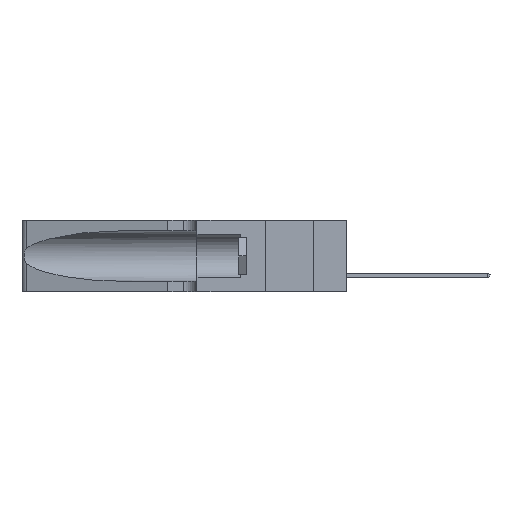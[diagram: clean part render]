
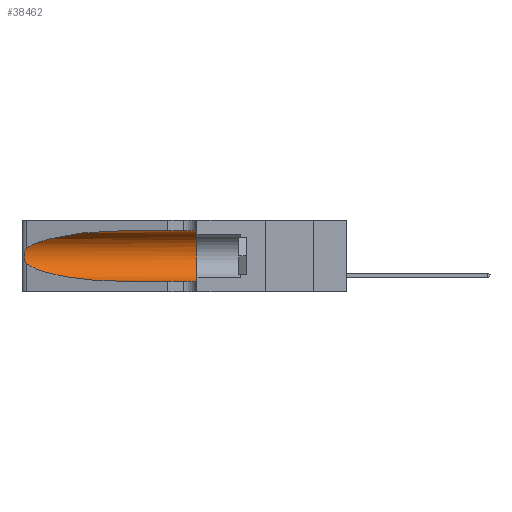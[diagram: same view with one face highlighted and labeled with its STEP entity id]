
A CAD part, left-side view. The second image highlights one B-rep face of the part: STEP entity #38462.
In plain terms, the highlighted cylindrical face has radius 3.308 mm (diameter 6.617 mm), a partial arc.
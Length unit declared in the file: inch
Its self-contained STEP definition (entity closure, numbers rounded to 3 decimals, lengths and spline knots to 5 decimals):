
#45 = CARTESIAN_POINT ( 'NONE',  ( 0.1305, 0.35, 0.185 ) ) ;
#160 = CARTESIAN_POINT ( 'NONE',  ( 0.25854, 1.2359, 0.20912 ) ) ;
#193 = AXIS2_PLACEMENT_3D ( 'NONE', #33167, #11419, #29804 ) ;
#369 = EDGE_CURVE ( 'NONE', #10360, #21218, #30323, .T. ) ;
#439 = CARTESIAN_POINT ( 'NONE',  ( 0.1305, 0.35, 0.05475 ) ) ;
#3018 = CARTESIAN_POINT ( 'NONE',  ( 0.25487, 1.22718, 0.14631 ) ) ;
#3344 = CARTESIAN_POINT ( 'NONE',  ( 0.25789, 1.23486, 0.15765 ) ) ;
#3460 = CARTESIAN_POINT ( 'NONE',  ( 0.25639, 1.23184, 0.21858 ) ) ;
#6016 = VERTEX_POINT ( 'NONE', #9635 ) ;
#6023 = CARTESIAN_POINT ( 'NONE',  ( 0.25555, 1.22993, 0.14849 ) ) ;
#6157 = CARTESIAN_POINT ( 'NONE',  ( 0.25856, 1.23593, 0.16098 ) ) ;
#6934 = DIRECTION ( 'NONE',  ( 0., -1., 0. ) ) ;
#6962 = CARTESIAN_POINT ( 'NONE',  ( 0.1305, 0.72297, 0.31525 ) ) ;
#9104 = CARTESIAN_POINT ( 'NONE',  ( 0.1305, 0.72297, 0.05475 ) ) ;
#9121 = EDGE_CURVE ( 'NONE', #19948, #38730, #15033, .T. ) ;
#9635 = CARTESIAN_POINT ( 'NONE',  ( 0.1305, 0.35, 0.31525 ) ) ;
#10360 = VERTEX_POINT ( 'NONE', #32951 ) ;
#11419 = DIRECTION ( 'NONE',  ( 0., -1., 0. ) ) ;
#12212 = CARTESIAN_POINT ( 'NONE',  ( 0.26075, 1.23896, 0.19203 ) ) ;
#12331 = CARTESIAN_POINT ( 'NONE',  ( 0.26017, 1.23833, 0.17102 ) ) ;
#12447 = CARTESIAN_POINT ( 'NONE',  ( 0.25487, 1.22718, 0.22369 ) ) ;
#12561 = EDGE_CURVE ( 'NONE', #19948, #6016, #20950, .T. ) ;
#14268 = CIRCLE ( 'NONE', #27543, 0.13025 ) ;
#15033 =( BOUNDED_CURVE ( )  B_SPLINE_CURVE ( 3, ( #6962, #19178, #22192, #28333 ),
 .UNSPECIFIED., .F., .F. ) 
 B_SPLINE_CURVE_WITH_KNOTS ( ( 4, 4 ),
 ( 1.5708, 2.84003 ),
 .UNSPECIFIED. ) 
 CURVE ( )  GEOMETRIC_REPRESENTATION_ITEM ( )  RATIONAL_B_SPLINE_CURVE ( ( 1., 0.87, 0.87, 1. ) ) 
 REPRESENTATION_ITEM ( '' )  );
#15731 = CARTESIAN_POINT ( 'NONE',  ( 0.1305, 1.61858, 0.31525 ) ) ;
#15907 = CARTESIAN_POINT ( 'NONE',  ( 0.1305, 0.72297, 0.05475 ) ) ;
#17656 = CARTESIAN_POINT ( 'NONE',  ( 0.2373, 1.15595, 0.08982 ) ) ;
#17970 = DIRECTION ( 'NONE',  ( 0., -1., 0. ) ) ;
#18391 = B_SPLINE_CURVE_WITH_KNOTS ( 'NONE', 3,
 ( #12447, #21230, #3460, #36573, #160, #27141, #12212, #18478, #12331, #6157, #3344, #24060, #6023, #36340 ),
 .UNSPECIFIED., .F., .F.,
 ( 4, 2, 2, 2, 2, 2, 4 ),
 ( 0., 0.00027, 0.00053, 0.00107, 0.0016, 0.00187, 0.00214 ),
 .UNSPECIFIED. ) ;
#18478 = CARTESIAN_POINT ( 'NONE',  ( 0.26075, 1.23896, 0.178 ) ) ;
#19178 = CARTESIAN_POINT ( 'NONE',  ( 0.18966, 0.96281, 0.31525 ) ) ;
#19948 = VERTEX_POINT ( 'NONE', #21090 ) ;
#20290 = LINE ( 'NONE', #26871, #26001 ) ;
#20398 = VERTEX_POINT ( 'NONE', #439 ) ;
#20950 = LINE ( 'NONE', #15731, #26188 ) ;
#21090 = CARTESIAN_POINT ( 'NONE',  ( 0.1305, 0.72297, 0.31525 ) ) ;
#21218 = VERTEX_POINT ( 'NONE', #15907 ) ;
#21230 = CARTESIAN_POINT ( 'NONE',  ( 0.25555, 1.22994, 0.2215 ) ) ;
#22192 = CARTESIAN_POINT ( 'NONE',  ( 0.2373, 1.15595, 0.28018 ) ) ;
#23677 = EDGE_LOOP ( 'NONE', ( #25143, #36948, #33471, #35238, #29077, #37687 ) ) ;
#24060 = CARTESIAN_POINT ( 'NONE',  ( 0.25639, 1.23186, 0.15144 ) ) ;
#25143 = ORIENTED_EDGE ( 'NONE', *, *, #9121, .T. ) ;
#25208 = EDGE_CURVE ( 'NONE', #21218, #20398, #20290, .T. ) ;
#26001 = VECTOR ( 'NONE', #17970, 39.37008 ) ;
#26188 = VECTOR ( 'NONE', #6934, 39.37008 ) ;
#26871 = CARTESIAN_POINT ( 'NONE',  ( 0.1305, 1.61858, 0.05475 ) ) ;
#27141 = CARTESIAN_POINT ( 'NONE',  ( 0.26018, 1.23835, 0.19895 ) ) ;
#27543 = AXIS2_PLACEMENT_3D ( 'NONE', #45, #36345, #33174 ) ;
#28333 = CARTESIAN_POINT ( 'NONE',  ( 0.25487, 1.22718, 0.22369 ) ) ;
#29077 = ORIENTED_EDGE ( 'NONE', *, *, #30252, .F. ) ;
#29804 = DIRECTION ( 'NONE',  ( 0., 0., -1. ) ) ;
#30137 = FACE_OUTER_BOUND ( 'NONE', #23677, .T. ) ;
#30252 = EDGE_CURVE ( 'NONE', #6016, #20398, #14268, .T. ) ;
#30323 =( BOUNDED_CURVE ( )  B_SPLINE_CURVE ( 3, ( #3018, #17656, #39212, #9104 ),
 .UNSPECIFIED., .F., .F. ) 
 B_SPLINE_CURVE_WITH_KNOTS ( ( 4, 4 ),
 ( 3.44316, 4.71239 ),
 .UNSPECIFIED. ) 
 CURVE ( )  GEOMETRIC_REPRESENTATION_ITEM ( )  RATIONAL_B_SPLINE_CURVE ( ( 1., 0.87, 0.87, 1. ) ) 
 REPRESENTATION_ITEM ( '' )  );
#32951 = CARTESIAN_POINT ( 'NONE',  ( 0.25487, 1.22718, 0.14631 ) ) ;
#33167 = CARTESIAN_POINT ( 'NONE',  ( 0.1305, 1.61858, 0.185 ) ) ;
#33174 = DIRECTION ( 'NONE',  ( 0., 0., 1. ) ) ;
#33471 = ORIENTED_EDGE ( 'NONE', *, *, #369, .T. ) ;
#35238 = ORIENTED_EDGE ( 'NONE', *, *, #25208, .T. ) ;
#36340 = CARTESIAN_POINT ( 'NONE',  ( 0.25487, 1.22718, 0.14631 ) ) ;
#36345 = DIRECTION ( 'NONE',  ( 0., 1., 0. ) ) ;
#36573 = CARTESIAN_POINT ( 'NONE',  ( 0.25787, 1.23484, 0.2124 ) ) ;
#36948 = ORIENTED_EDGE ( 'NONE', *, *, #38619, .T. ) ;
#37097 = CARTESIAN_POINT ( 'NONE',  ( 0.25487, 1.22718, 0.22369 ) ) ;
#37264 = CYLINDRICAL_SURFACE ( 'NONE', #193, 0.13025 ) ;
#37687 = ORIENTED_EDGE ( 'NONE', *, *, #12561, .F. ) ;
#38462 = ADVANCED_FACE ( 'NONE', ( #30137 ), #37264, .F. ) ;
#38619 = EDGE_CURVE ( 'NONE', #38730, #10360, #18391, .T. ) ;
#38730 = VERTEX_POINT ( 'NONE', #37097 ) ;
#39212 = CARTESIAN_POINT ( 'NONE',  ( 0.18966, 0.96281, 0.05475 ) ) ;
